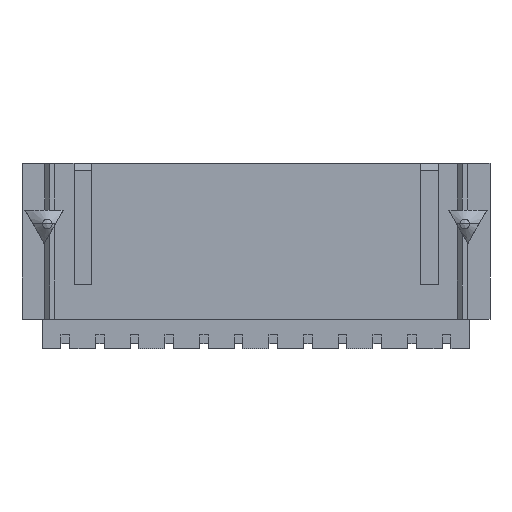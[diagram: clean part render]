
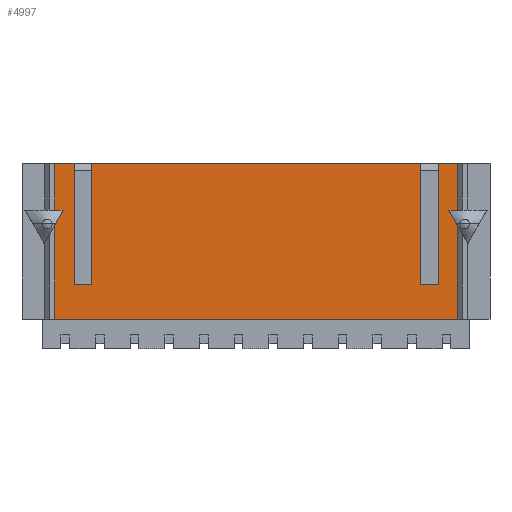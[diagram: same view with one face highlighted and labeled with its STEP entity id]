
A CAD part, front view. The second image highlights one B-rep face of the part: STEP entity #4997.
In plain terms, the highlighted planar face has unit normal (0, -1, 0).
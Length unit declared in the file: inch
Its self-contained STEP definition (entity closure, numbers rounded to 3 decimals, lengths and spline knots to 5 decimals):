
#13=DIRECTION('',(1.,0.,0.));
#14=VECTOR('',#13,1.16);
#15=CARTESIAN_POINT('',(-0.58,-0.1,-0.225));
#16=LINE('',#15,#14);
#145=DIRECTION('',(1.,0.,0.));
#146=VECTOR('',#145,0.02388);
#147=CARTESIAN_POINT('',(-0.58,-0.1,0.0895));
#148=LINE('',#147,#146);
#149=DIRECTION('',(0.,0.,1.));
#150=VECTOR('',#149,0.1355);
#151=CARTESIAN_POINT('',(-0.58,-0.1,0.0895));
#152=LINE('',#151,#150);
#153=DIRECTION('',(0.,0.,-1.));
#154=VECTOR('',#153,0.35);
#155=CARTESIAN_POINT('',(-0.525,-0.1,0.225));
#156=LINE('',#155,#154);
#157=DIRECTION('',(1.,0.,0.));
#158=VECTOR('',#157,0.05);
#159=CARTESIAN_POINT('',(-0.525,-0.1,-0.125));
#160=LINE('',#159,#158);
#161=DIRECTION('',(0.,0.,-1.));
#162=VECTOR('',#161,0.35);
#163=CARTESIAN_POINT('',(-0.475,-0.1,0.225));
#164=LINE('',#163,#162);
#165=DIRECTION('',(0.,0.,-1.));
#166=VECTOR('',#165,0.35);
#167=CARTESIAN_POINT('',(0.475,-0.1,0.225));
#168=LINE('',#167,#166);
#169=DIRECTION('',(1.,0.,0.));
#170=VECTOR('',#169,0.05);
#171=CARTESIAN_POINT('',(0.475,-0.1,-0.125));
#172=LINE('',#171,#170);
#173=DIRECTION('',(0.,0.,-1.));
#174=VECTOR('',#173,0.35);
#175=CARTESIAN_POINT('',(0.525,-0.1,0.225));
#176=LINE('',#175,#174);
#177=DIRECTION('',(0.,0.,1.));
#178=VECTOR('',#177,0.1355);
#179=CARTESIAN_POINT('',(0.58,-0.1,0.0895));
#180=LINE('',#179,#178);
#181=DIRECTION('',(-1.,0.,0.));
#182=VECTOR('',#181,0.02388);
#183=CARTESIAN_POINT('',(0.58,-0.1,0.0895));
#184=LINE('',#183,#182);
#185=DIRECTION('',(-0.865,0.,0.502));
#186=VECTOR('',#185,0.001);
#187=CARTESIAN_POINT('',(0.55612,-0.1,0.0895));
#188=LINE('',#187,#186);
#189=DIRECTION('',(-0.502,0.,-0.865));
#190=VECTOR('',#189,0.002);
#191=CARTESIAN_POINT('',(0.55526,-0.1,0.09));
#192=LINE('',#191,#190);
#193=DIRECTION('',(0.865,0.,-0.502));
#194=VECTOR('',#193,0.00418);
#195=CARTESIAN_POINT('',(0.55425,-0.1,0.08827));
#196=LINE('',#195,#194);
#197=DIRECTION('',(0.502,0.,-0.865));
#198=VECTOR('',#197,0.04411);
#199=CARTESIAN_POINT('',(0.55787,-0.1,0.08617));
#200=LINE('',#199,#198);
#201=DIRECTION('',(0.,0.,1.));
#202=VECTOR('',#201,0.27302);
#203=CARTESIAN_POINT('',(0.58,-0.1,-0.225));
#204=LINE('',#203,#202);
#205=DIRECTION('',(0.,0.,1.));
#206=VECTOR('',#205,0.27302);
#207=CARTESIAN_POINT('',(-0.58,-0.1,-0.225));
#208=LINE('',#207,#206);
#209=DIRECTION('',(-0.502,0.,-0.865));
#210=VECTOR('',#209,0.04411);
#211=CARTESIAN_POINT('',(-0.55787,-0.1,0.08617));
#212=LINE('',#211,#210);
#213=DIRECTION('',(-0.865,0.,-0.502));
#214=VECTOR('',#213,0.00418);
#215=CARTESIAN_POINT('',(-0.55425,-0.1,0.08827));
#216=LINE('',#215,#214);
#217=DIRECTION('',(0.502,0.,-0.865));
#218=VECTOR('',#217,0.002);
#219=CARTESIAN_POINT('',(-0.55526,-0.1,0.09));
#220=LINE('',#219,#218);
#221=DIRECTION('',(0.865,0.,0.502));
#222=VECTOR('',#221,0.001);
#223=CARTESIAN_POINT('',(-0.55612,-0.1,0.0895));
#224=LINE('',#223,#222);
#388=DIRECTION('',(1.,0.,0.));
#389=VECTOR('',#388,0.95);
#390=CARTESIAN_POINT('',(-0.475,-0.1,0.225));
#391=LINE('',#390,#389);
#404=DIRECTION('',(1.,0.,0.));
#405=VECTOR('',#404,0.055);
#406=CARTESIAN_POINT('',(-0.58,-0.1,0.225));
#407=LINE('',#406,#405);
#476=DIRECTION('',(1.,0.,0.));
#477=VECTOR('',#476,0.055);
#478=CARTESIAN_POINT('',(0.525,-0.1,0.225));
#479=LINE('',#478,#477);
#3859=CARTESIAN_POINT('',(-0.58,-0.1,-0.225));
#3860=CARTESIAN_POINT('',(0.58,-0.1,-0.225));
#3861=VERTEX_POINT('',#3859);
#3862=VERTEX_POINT('',#3860);
#3879=CARTESIAN_POINT('',(0.58,-0.1,0.225));
#3881=VERTEX_POINT('',#3879);
#3885=CARTESIAN_POINT('',(-0.58,-0.1,0.225));
#3886=VERTEX_POINT('',#3885);
#3947=CARTESIAN_POINT('',(0.475,-0.1,0.225));
#3949=VERTEX_POINT('',#3947);
#3951=CARTESIAN_POINT('',(0.525,-0.1,0.225));
#3953=VERTEX_POINT('',#3951);
#3955=CARTESIAN_POINT('',(-0.525,-0.1,0.225));
#3957=VERTEX_POINT('',#3955);
#3959=CARTESIAN_POINT('',(-0.475,-0.1,0.225));
#3961=VERTEX_POINT('',#3959);
#3963=CARTESIAN_POINT('',(-0.525,-0.1,-0.125));
#3964=CARTESIAN_POINT('',(-0.475,-0.1,-0.125));
#3965=VERTEX_POINT('',#3963);
#3966=VERTEX_POINT('',#3964);
#3967=CARTESIAN_POINT('',(0.475,-0.1,-0.125));
#3968=CARTESIAN_POINT('',(0.525,-0.1,-0.125));
#3969=VERTEX_POINT('',#3967);
#3970=VERTEX_POINT('',#3968);
#4011=CARTESIAN_POINT('',(0.58,-0.1,0.0895));
#4012=CARTESIAN_POINT('',(0.55612,-0.1,0.0895));
#4013=VERTEX_POINT('',#4011);
#4014=VERTEX_POINT('',#4012);
#4015=CARTESIAN_POINT('',(0.55787,-0.1,0.08617));
#4016=CARTESIAN_POINT('',(0.58,-0.1,0.04802));
#4017=VERTEX_POINT('',#4015);
#4018=VERTEX_POINT('',#4016);
#4025=CARTESIAN_POINT('',(0.55526,-0.1,0.09));
#4026=VERTEX_POINT('',#4025);
#4027=CARTESIAN_POINT('',(0.55425,-0.1,0.08827));
#4028=VERTEX_POINT('',#4027);
#4101=CARTESIAN_POINT('',(-0.58,-0.1,0.0895));
#4102=CARTESIAN_POINT('',(-0.55612,-0.1,0.0895));
#4103=VERTEX_POINT('',#4101);
#4104=VERTEX_POINT('',#4102);
#4105=CARTESIAN_POINT('',(-0.55787,-0.1,0.08617));
#4106=CARTESIAN_POINT('',(-0.58,-0.1,0.04802));
#4107=VERTEX_POINT('',#4105);
#4108=VERTEX_POINT('',#4106);
#4137=CARTESIAN_POINT('',(-0.55526,-0.1,0.09));
#4138=VERTEX_POINT('',#4137);
#4139=CARTESIAN_POINT('',(-0.55425,-0.1,0.08827));
#4140=VERTEX_POINT('',#4139);
#4943=CARTESIAN_POINT('',(-0.675,-0.1,-0.225));
#4944=DIRECTION('',(0.,-1.,0.));
#4945=DIRECTION('',(1.,0.,0.));
#4946=AXIS2_PLACEMENT_3D('',#4943,#4944,#4945);
#4947=PLANE('',#4946);
#4949=ORIENTED_EDGE('',*,*,#4948,.F.);
#4951=ORIENTED_EDGE('',*,*,#4950,.T.);
#4953=ORIENTED_EDGE('',*,*,#4952,.T.);
#4955=ORIENTED_EDGE('',*,*,#4954,.T.);
#4957=ORIENTED_EDGE('',*,*,#4956,.T.);
#4959=ORIENTED_EDGE('',*,*,#4958,.F.);
#4961=ORIENTED_EDGE('',*,*,#4960,.T.);
#4963=ORIENTED_EDGE('',*,*,#4962,.T.);
#4965=ORIENTED_EDGE('',*,*,#4964,.T.);
#4967=ORIENTED_EDGE('',*,*,#4966,.F.);
#4969=ORIENTED_EDGE('',*,*,#4968,.T.);
#4971=ORIENTED_EDGE('',*,*,#4970,.F.);
#4973=ORIENTED_EDGE('',*,*,#4972,.T.);
#4975=ORIENTED_EDGE('',*,*,#4974,.T.);
#4977=ORIENTED_EDGE('',*,*,#4976,.T.);
#4979=ORIENTED_EDGE('',*,*,#4978,.T.);
#4981=ORIENTED_EDGE('',*,*,#4980,.T.);
#4983=ORIENTED_EDGE('',*,*,#4982,.F.);
#4984=ORIENTED_EDGE('',*,*,#4846,.F.);
#4986=ORIENTED_EDGE('',*,*,#4985,.T.);
#4988=ORIENTED_EDGE('',*,*,#4987,.F.);
#4990=ORIENTED_EDGE('',*,*,#4989,.F.);
#4992=ORIENTED_EDGE('',*,*,#4991,.F.);
#4994=ORIENTED_EDGE('',*,*,#4993,.F.);
#4995=EDGE_LOOP('',(#4949,#4951,#4953,#4955,#4957,#4959,#4961,#4963,#4965,#4967,
#4969,#4971,#4973,#4975,#4977,#4979,#4981,#4983,#4984,#4986,#4988,#4990,#4992,
#4994));
#4996=FACE_OUTER_BOUND('',#4995,.F.);
#4997=ADVANCED_FACE('',(#4996),#4947,.T.);
#4846=EDGE_CURVE('',#3861,#3862,#16,.T.);
#4948=EDGE_CURVE('',#4103,#4104,#148,.T.);
#4950=EDGE_CURVE('',#4103,#3886,#152,.T.);
#4952=EDGE_CURVE('',#3886,#3957,#407,.T.);
#4954=EDGE_CURVE('',#3957,#3965,#156,.T.);
#4956=EDGE_CURVE('',#3965,#3966,#160,.T.);
#4958=EDGE_CURVE('',#3961,#3966,#164,.T.);
#4960=EDGE_CURVE('',#3961,#3949,#391,.T.);
#4962=EDGE_CURVE('',#3949,#3969,#168,.T.);
#4964=EDGE_CURVE('',#3969,#3970,#172,.T.);
#4966=EDGE_CURVE('',#3953,#3970,#176,.T.);
#4968=EDGE_CURVE('',#3953,#3881,#479,.T.);
#4970=EDGE_CURVE('',#4013,#3881,#180,.T.);
#4972=EDGE_CURVE('',#4013,#4014,#184,.T.);
#4974=EDGE_CURVE('',#4014,#4026,#188,.T.);
#4976=EDGE_CURVE('',#4026,#4028,#192,.T.);
#4978=EDGE_CURVE('',#4028,#4017,#196,.T.);
#4980=EDGE_CURVE('',#4017,#4018,#200,.T.);
#4982=EDGE_CURVE('',#3862,#4018,#204,.T.);
#4985=EDGE_CURVE('',#3861,#4108,#208,.T.);
#4987=EDGE_CURVE('',#4107,#4108,#212,.T.);
#4989=EDGE_CURVE('',#4140,#4107,#216,.T.);
#4991=EDGE_CURVE('',#4138,#4140,#220,.T.);
#4993=EDGE_CURVE('',#4104,#4138,#224,.T.);
